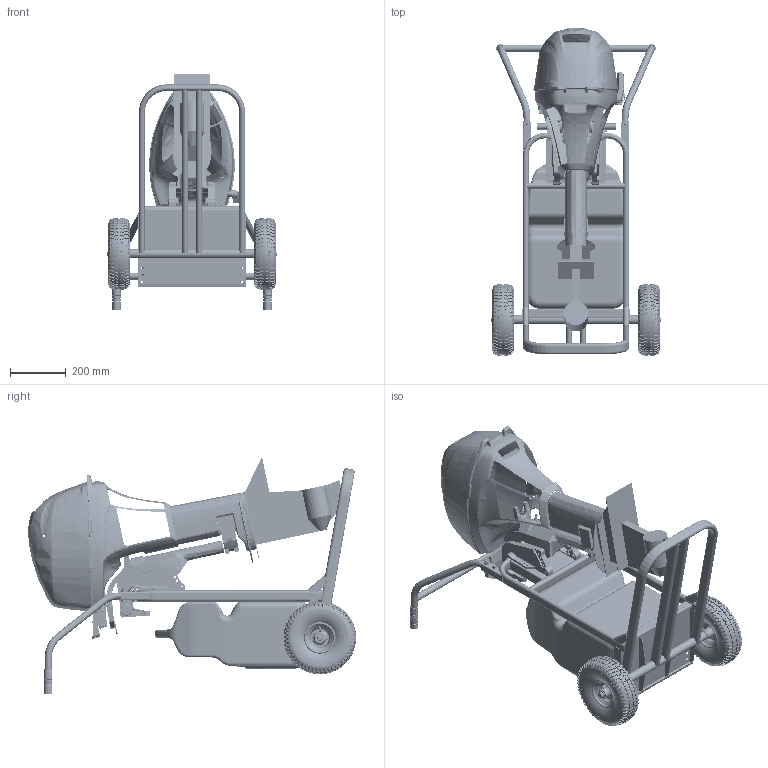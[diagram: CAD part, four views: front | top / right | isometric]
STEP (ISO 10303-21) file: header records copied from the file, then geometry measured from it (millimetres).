
FILE_DESCRIPTION(('FreeCAD Model'),'2;1');
FILE_NAME('Open CASCADE Shape Model','2025-05-05T17:00:19',('FreeCAD'),( 'FreeCAD'),'Open CASCADE STEP processor 7.6','FreeCAD','Unknown');
FILE_SCHEMA(('AUTOMOTIVE_DESIGN { 1 0 10303 214 1 1 1 1 }'));
Products named in the file (1): Open CASCADE STEP translator 7.6 1
Bounding box: 606 x 1175.71 x 848.4 mm (x, y, z)
Volume: 5043600.3 mm3; surface area: 5476180.4 mm2
Topology: 51 solids, 74 shells, 9419 faces, 28991 edges, 20084 vertices
Faces by surface type: plane 4278, bspline 2527, torus 962, cylinder 756, revolution 692, cone 200, sphere 4
Entity records: 712460 total; most frequent: CARTESIAN_POINT 490116, ORIENTED_EDGE 57380, DIRECTION 29604, EDGE_CURVE 28957, VERTEX_POINT 20084, B_SPLINE_CURVE_WITH_KNOTS 18562, AXIS2_PLACEMENT_3D 11779, FACE_BOUND 10038
